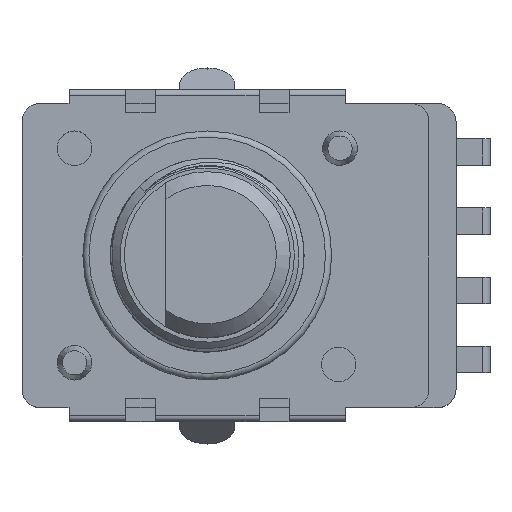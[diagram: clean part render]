
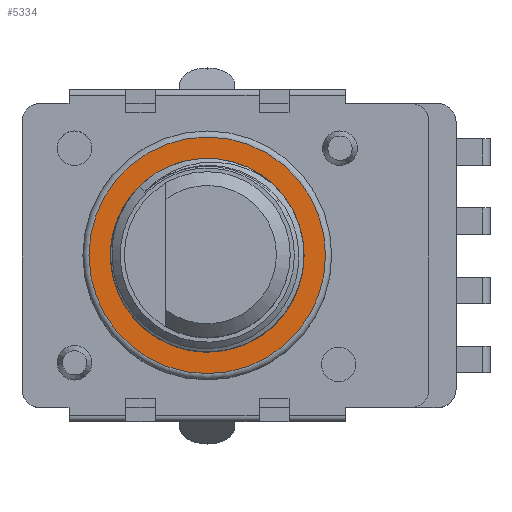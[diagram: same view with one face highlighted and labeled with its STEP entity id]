
A CAD part, top view. The second image highlights one B-rep face of the part: STEP entity #5334.
In plain terms, the highlighted planar face has unit normal (0, 0, 1).
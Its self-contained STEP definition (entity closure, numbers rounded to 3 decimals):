
#103=CIRCLE('',#5553,3.5);
#104=CIRCLE('',#5555,4.277);
#246=ORIENTED_EDGE('',*,*,#1386,.T.);
#247=ORIENTED_EDGE('',*,*,#1385,.F.);
#1385=EDGE_CURVE('',#1959,#1959,#103,.T.);
#1386=EDGE_CURVE('',#1960,#1960,#104,.T.);
#1959=VERTEX_POINT('',#8294);
#1960=VERTEX_POINT('',#8297);
#3258=EDGE_LOOP('',(#246));
#3259=EDGE_LOOP('',(#247));
#3488=FACE_BOUND('',#3258,.T.);
#3489=FACE_BOUND('',#3259,.T.);
#3708=PLANE('',#5554);
#5334=ADVANCED_FACE('',(#3488,#3489),#3708,.T.);
#5553=AXIS2_PLACEMENT_3D('',#8293,#5901,#5902);
#5554=AXIS2_PLACEMENT_3D('',#8295,#5903,#5904);
#5555=AXIS2_PLACEMENT_3D('',#8296,#5905,#5906);
#5901=DIRECTION('',(0.,0.,1.));
#5902=DIRECTION('',(1.,0.,0.));
#5903=DIRECTION('',(0.,0.,1.));
#5904=DIRECTION('',(1.,0.,0.));
#5905=DIRECTION('',(0.,0.,1.));
#5906=DIRECTION('',(1.,0.,0.));
#8293=CARTESIAN_POINT('',(0.,0.,3.107));
#8294=CARTESIAN_POINT('',(3.5,0.,3.107));
#8295=CARTESIAN_POINT('',(-4.5,0.,3.107));
#8296=CARTESIAN_POINT('',(0.,0.,3.107));
#8297=CARTESIAN_POINT('',(4.277,0.,3.107));
